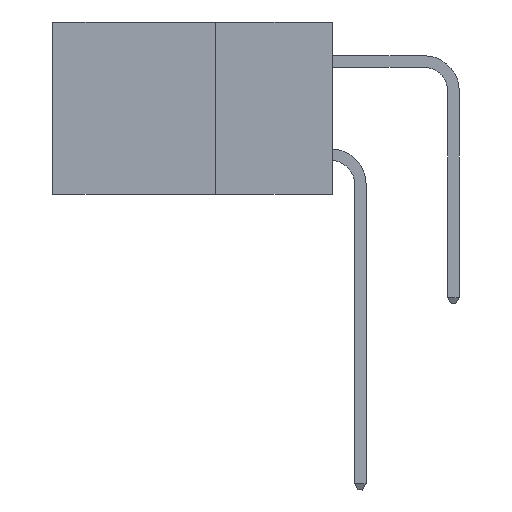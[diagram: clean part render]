
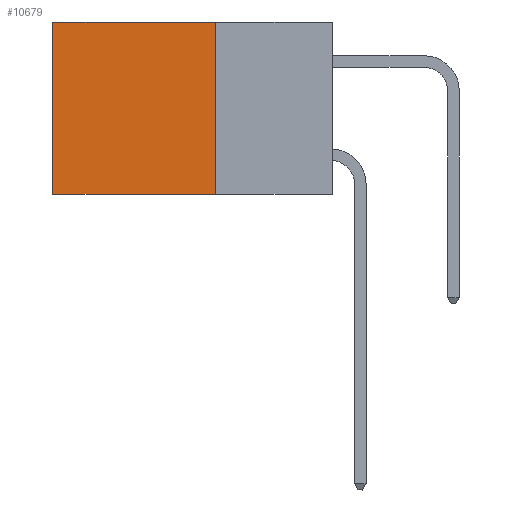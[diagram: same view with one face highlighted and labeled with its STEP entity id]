
A CAD part, left-side view. The second image highlights one B-rep face of the part: STEP entity #10679.
In plain terms, the highlighted planar face has unit normal (-1, 0, 0).
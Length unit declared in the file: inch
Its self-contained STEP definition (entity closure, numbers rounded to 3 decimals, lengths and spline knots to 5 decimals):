
#49 = CARTESIAN_POINT ( 'NONE',  ( 0.298, 0.6, 0. ) ) ;
#51 = VECTOR ( 'NONE', #25436, 39.37008 ) ;
#695 = VERTEX_POINT ( 'NONE', #21629 ) ;
#1327 = EDGE_CURVE ( 'NONE', #19870, #7933, #4244, .T. ) ;
#1573 = CARTESIAN_POINT ( 'NONE',  ( 0.298, 0.25, -0.37 ) ) ;
#2379 = EDGE_CURVE ( 'NONE', #6831, #695, #7866, .T. ) ;
#4244 = LINE ( 'NONE', #49, #24291 ) ;
#5396 = CARTESIAN_POINT ( 'NONE',  ( 0.298, 0.6, -0.37 ) ) ;
#5506 = DIRECTION ( 'NONE',  ( 0., 1., 0. ) ) ;
#5976 = ORIENTED_EDGE ( 'NONE', *, *, #1327, .T. ) ;
#6587 = DIRECTION ( 'NONE',  ( 0., 0., -1. ) ) ;
#6831 = VERTEX_POINT ( 'NONE', #18063 ) ;
#7207 = DIRECTION ( 'NONE',  ( 0., 0., -1. ) ) ;
#7339 = CARTESIAN_POINT ( 'NONE',  ( 0.298, 0.25, 0. ) ) ;
#7866 = LINE ( 'NONE', #7339, #22510 ) ;
#7933 = VERTEX_POINT ( 'NONE', #5396 ) ;
#7950 = EDGE_LOOP ( 'NONE', ( #5976, #21706, #13196, #19258 ) ) ;
#10679 = ADVANCED_FACE ( 'NONE', ( #19990 ), #14542, .F. ) ;
#10813 = LINE ( 'NONE', #23408, #51 ) ;
#11856 = LINE ( 'NONE', #1573, #21826 ) ;
#13196 = ORIENTED_EDGE ( 'NONE', *, *, #2379, .F. ) ;
#14542 = PLANE ( 'NONE',  #16466 ) ;
#16466 = AXIS2_PLACEMENT_3D ( 'NONE', #16527, #18534, #6587 ) ;
#16513 = EDGE_CURVE ( 'NONE', #695, #7933, #11856, .T. ) ;
#16527 = CARTESIAN_POINT ( 'NONE',  ( 0.298, 0.25, 0. ) ) ;
#17175 = CARTESIAN_POINT ( 'NONE',  ( 0.298, 0.6, 0. ) ) ;
#17907 = DIRECTION ( 'NONE',  ( 0., 0., -1. ) ) ;
#18063 = CARTESIAN_POINT ( 'NONE',  ( 0.298, 0.25, 0. ) ) ;
#18534 = DIRECTION ( 'NONE',  ( 1., 0., 0. ) ) ;
#19258 = ORIENTED_EDGE ( 'NONE', *, *, #25341, .T. ) ;
#19870 = VERTEX_POINT ( 'NONE', #17175 ) ;
#19990 = FACE_OUTER_BOUND ( 'NONE', #7950, .T. ) ;
#21629 = CARTESIAN_POINT ( 'NONE',  ( 0.298, 0.25, -0.37 ) ) ;
#21706 = ORIENTED_EDGE ( 'NONE', *, *, #16513, .F. ) ;
#21826 = VECTOR ( 'NONE', #5506, 39.37008 ) ;
#22510 = VECTOR ( 'NONE', #7207, 39.37008 ) ;
#23408 = CARTESIAN_POINT ( 'NONE',  ( 0.298, 0.25, 0. ) ) ;
#24291 = VECTOR ( 'NONE', #17907, 39.37008 ) ;
#25341 = EDGE_CURVE ( 'NONE', #6831, #19870, #10813, .T. ) ;
#25436 = DIRECTION ( 'NONE',  ( 0., 1., 0. ) ) ;
